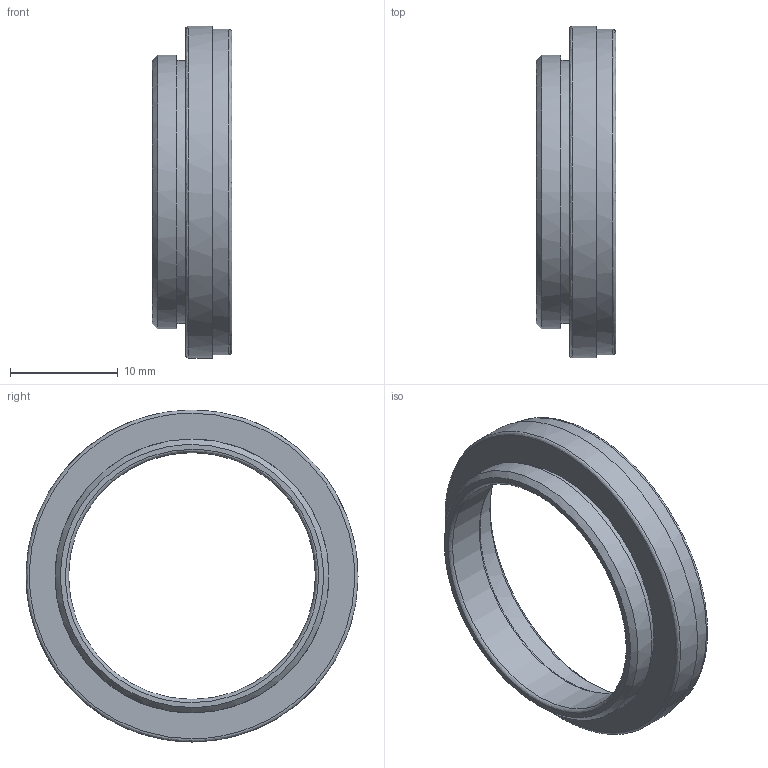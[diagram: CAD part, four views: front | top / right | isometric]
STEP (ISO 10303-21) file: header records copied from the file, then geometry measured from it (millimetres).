
FILE_DESCRIPTION (( 'STEP AP203' ), '1' );
FILE_NAME ('530208.step', '2025-08-20T01:09:53', ( 'Windows User' ), ( 'P R C' ), 'SwSTEP 2.0', 'SolidWorks 2020', '' );
FILE_SCHEMA (( 'CONFIG_CONTROL_DESIGN' ));
Length unit declared in the file: millimetre
Products named in the file (1): 530208
Bounding box: 7.4 x 30.8 x 30.8 mm (x, y, z)
Volume: 1150.8 mm3; surface area: 1966.9 mm2
Topology: 1 solids, 1 shells, 20 faces, 47 edges, 34 vertices
Faces by surface type: plane 7, cylinder 7, bspline 4, cone 2
Full cylindrical faces by diameter (mm): 22.9 x1, 24.4 x1, 25.4 x1, 26.29 x1, 27.3 x1, 30.2 x1, 30.8 x1
Entity records: 1115 total; most frequent: CARTESIAN_POINT 689, ORIENTED_EDGE 66, DIRECTION 48, EDGE_LOOP 40, EDGE_CURVE 33, VERTEX_POINT 33, FACE_OUTER_BOUND 31, AXIS2_PLACEMENT_3D 24
